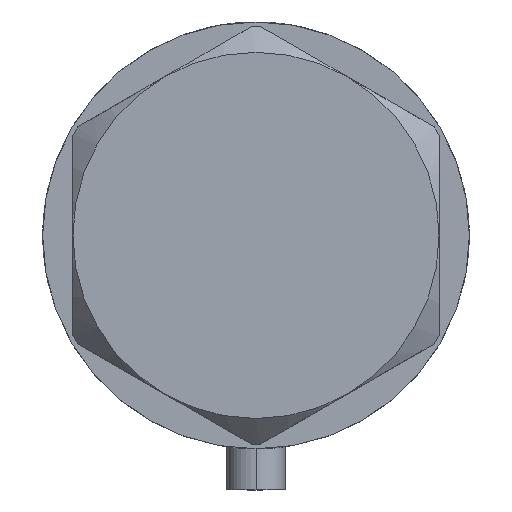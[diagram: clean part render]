
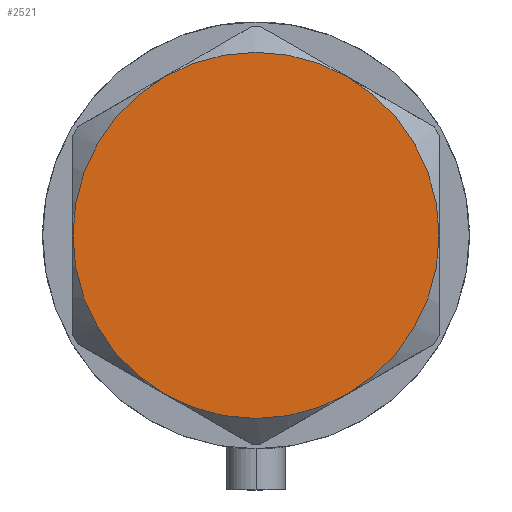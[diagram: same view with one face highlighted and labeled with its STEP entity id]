
A CAD part, left-side view. The second image highlights one B-rep face of the part: STEP entity #2521.
In plain terms, the highlighted face is planar.
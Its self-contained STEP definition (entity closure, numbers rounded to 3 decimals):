
#93 = CARTESIAN_POINT ( 'NONE',  ( 0., 0., 13. ) ) ;
#193 = DIRECTION ( 'NONE',  ( 1., 0., 0. ) ) ;
#208 = AXIS2_PLACEMENT_3D ( 'NONE', #291, #1034, #3112 ) ;
#291 = CARTESIAN_POINT ( 'NONE',  ( 0., 0., 13. ) ) ;
#296 = CARTESIAN_POINT ( 'NONE',  ( 0., 0., 13. ) ) ;
#501 = CIRCLE ( 'NONE', #3661, 37.75 ) ;
#513 = EDGE_CURVE ( 'NONE', #3313, #1779, #1745, .T. ) ;
#609 = DIRECTION ( 'NONE',  ( 0., 0., 1. ) ) ;
#646 = FACE_OUTER_BOUND ( 'NONE', #1351, .T. ) ;
#676 = VERTEX_POINT ( 'NONE', #2327 ) ;
#720 = CARTESIAN_POINT ( 'NONE',  ( 37.75, 0., 13. ) ) ;
#755 = CARTESIAN_POINT ( 'NONE',  ( -18.875, 32.692, 13. ) ) ;
#807 = AXIS2_PLACEMENT_3D ( 'NONE', #3766, #609, #2392 ) ;
#943 = CIRCLE ( 'NONE', #208, 37.75 ) ;
#1034 = DIRECTION ( 'NONE',  ( 0., 0., 1. ) ) ;
#1062 = VERTEX_POINT ( 'NONE', #720 ) ;
#1160 = DIRECTION ( 'NONE',  ( 0., 0., 1. ) ) ;
#1197 = ORIENTED_EDGE ( 'NONE', *, *, #2797, .T. ) ;
#1351 = EDGE_LOOP ( 'NONE', ( #3646, #1197, #3232, #2622, #2455, #1795 ) ) ;
#1358 = DIRECTION ( 'NONE',  ( 1., 0., 0. ) ) ;
#1367 = DIRECTION ( 'NONE',  ( 0., 0., 1. ) ) ;
#1537 = AXIS2_PLACEMENT_3D ( 'NONE', #4535, #1367, #2792 ) ;
#1630 = EDGE_CURVE ( 'NONE', #3030, #4122, #1822, .T. ) ;
#1684 = AXIS2_PLACEMENT_3D ( 'NONE', #296, #4222, #2037 ) ;
#1706 = CARTESIAN_POINT ( 'NONE',  ( 0., 0., 13. ) ) ;
#1745 = CIRCLE ( 'NONE', #4023, 37.75 ) ;
#1779 = VERTEX_POINT ( 'NONE', #755 ) ;
#1795 = ORIENTED_EDGE ( 'NONE', *, *, #3463, .T. ) ;
#1822 = CIRCLE ( 'NONE', #1537, 37.75 ) ;
#1929 = CARTESIAN_POINT ( 'NONE',  ( 0., 0., 13. ) ) ;
#2037 = DIRECTION ( 'NONE',  ( 1., 0., 0. ) ) ;
#2171 = EDGE_CURVE ( 'NONE', #676, #1062, #3594, .T. ) ;
#2286 = CARTESIAN_POINT ( 'NONE',  ( -37.75, 0., 13. ) ) ;
#2327 = CARTESIAN_POINT ( 'NONE',  ( 18.875, -32.692, 13. ) ) ;
#2392 = DIRECTION ( 'NONE',  ( 1., 0., 0. ) ) ;
#2455 = ORIENTED_EDGE ( 'NONE', *, *, #1630, .T. ) ;
#2521 = ADVANCED_FACE ( 'NONE', ( #646 ), #3162, .T. ) ;
#2622 = ORIENTED_EDGE ( 'NONE', *, *, #3233, .T. ) ;
#2670 = DIRECTION ( 'NONE',  ( 0., 0., 1. ) ) ;
#2792 = DIRECTION ( 'NONE',  ( 1., 0., 0. ) ) ;
#2797 = EDGE_CURVE ( 'NONE', #1062, #3313, #943, .T. ) ;
#3030 = VERTEX_POINT ( 'NONE', #2286 ) ;
#3086 = CARTESIAN_POINT ( 'NONE',  ( 18.875, 32.692, 13. ) ) ;
#3112 = DIRECTION ( 'NONE',  ( 1., 0., 0. ) ) ;
#3120 = DIRECTION ( 'NONE',  ( 0., 0., 1. ) ) ;
#3162 = PLANE ( 'NONE',  #1684 ) ;
#3228 = CIRCLE ( 'NONE', #3656, 37.75 ) ;
#3232 = ORIENTED_EDGE ( 'NONE', *, *, #513, .T. ) ;
#3233 = EDGE_CURVE ( 'NONE', #1779, #3030, #3228, .T. ) ;
#3313 = VERTEX_POINT ( 'NONE', #3086 ) ;
#3463 = EDGE_CURVE ( 'NONE', #4122, #676, #501, .T. ) ;
#3579 = DIRECTION ( 'NONE',  ( 1., 0., 0. ) ) ;
#3594 = CIRCLE ( 'NONE', #807, 37.75 ) ;
#3627 = CARTESIAN_POINT ( 'NONE',  ( -18.875, -32.692, 13. ) ) ;
#3646 = ORIENTED_EDGE ( 'NONE', *, *, #2171, .T. ) ;
#3656 = AXIS2_PLACEMENT_3D ( 'NONE', #1706, #3120, #1358 ) ;
#3661 = AXIS2_PLACEMENT_3D ( 'NONE', #93, #1160, #3579 ) ;
#3766 = CARTESIAN_POINT ( 'NONE',  ( 0., 0., 13. ) ) ;
#4023 = AXIS2_PLACEMENT_3D ( 'NONE', #1929, #2670, #193 ) ;
#4122 = VERTEX_POINT ( 'NONE', #3627 ) ;
#4222 = DIRECTION ( 'NONE',  ( 0., 0., 1. ) ) ;
#4535 = CARTESIAN_POINT ( 'NONE',  ( 0., 0., 13. ) ) ;
